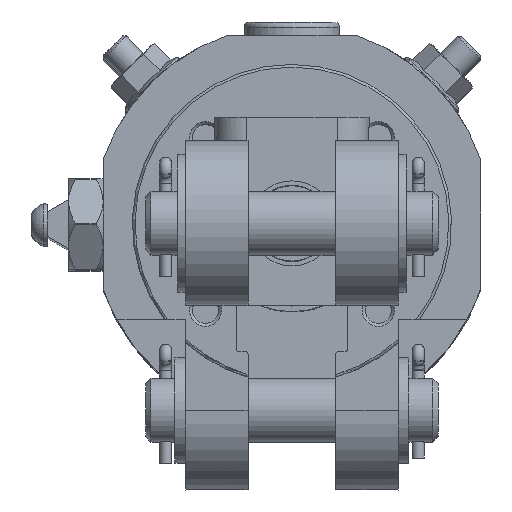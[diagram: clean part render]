
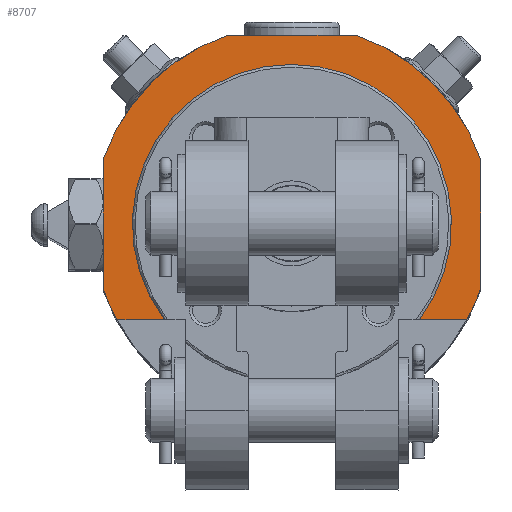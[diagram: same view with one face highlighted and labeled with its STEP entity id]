
A CAD part, top view. The second image highlights one B-rep face of the part: STEP entity #8707.
In plain terms, the highlighted face is planar.
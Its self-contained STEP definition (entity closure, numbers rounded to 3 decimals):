
#276=PLANE('',#9418);
#626=LINE('',#13465,#1127);
#627=LINE('',#13467,#1128);
#628=LINE('',#13471,#1129);
#629=LINE('',#13475,#1130);
#630=LINE('',#13476,#1131);
#1127=VECTOR('',#10629,1000.);
#1128=VECTOR('',#10630,1000.);
#1129=VECTOR('',#10633,1000.);
#1130=VECTOR('',#10636,1000.);
#1131=VECTOR('',#10637,1000.);
#1932=ORIENTED_EDGE('',*,*,#4419,.F.);
#1933=ORIENTED_EDGE('',*,*,#4410,.T.);
#1934=ORIENTED_EDGE('',*,*,#4420,.T.);
#1935=ORIENTED_EDGE('',*,*,#4421,.T.);
#1936=ORIENTED_EDGE('',*,*,#4422,.T.);
#1937=ORIENTED_EDGE('',*,*,#4423,.T.);
#1938=ORIENTED_EDGE('',*,*,#4424,.T.);
#1939=ORIENTED_EDGE('',*,*,#4416,.T.);
#1940=ORIENTED_EDGE('',*,*,#4425,.F.);
#1941=ORIENTED_EDGE('',*,*,#4426,.F.);
#4410=EDGE_CURVE('',#5650,#5649,#6483,.T.);
#4416=EDGE_CURVE('',#5655,#5654,#6487,.T.);
#4419=EDGE_CURVE('',#5650,#5657,#626,.T.);
#4420=EDGE_CURVE('',#5649,#5658,#627,.T.);
#4421=EDGE_CURVE('',#5658,#5659,#6489,.T.);
#4422=EDGE_CURVE('',#5659,#5660,#628,.T.);
#4423=EDGE_CURVE('',#5660,#5661,#6490,.T.);
#4424=EDGE_CURVE('',#5661,#5655,#629,.T.);
#4425=EDGE_CURVE('',#5662,#5654,#630,.T.);
#4426=EDGE_CURVE('',#5657,#5662,#6491,.T.);
#5649=VERTEX_POINT('',#13446);
#5650=VERTEX_POINT('',#13448);
#5654=VERTEX_POINT('',#13458);
#5655=VERTEX_POINT('',#13460);
#5657=VERTEX_POINT('',#13466);
#5658=VERTEX_POINT('',#13468);
#5659=VERTEX_POINT('',#13470);
#5660=VERTEX_POINT('',#13472);
#5661=VERTEX_POINT('',#13474);
#5662=VERTEX_POINT('',#13477);
#6483=CIRCLE('',#9411,37.5);
#6487=CIRCLE('',#9416,37.5);
#6489=CIRCLE('',#9419,37.5);
#6490=CIRCLE('',#9420,37.5);
#6491=CIRCLE('',#9421,30.);
#6892=EDGE_LOOP('',(#1932,#1933,#1934,#1935,#1936,#1937,#1938,#1939,#1940,
#1941));
#7719=FACE_BOUND('',#6892,.T.);
#8707=ADVANCED_FACE('',(#7719),#276,.F.);
#9411=AXIS2_PLACEMENT_3D('',#13447,#10610,#10611);
#9416=AXIS2_PLACEMENT_3D('',#13459,#10622,#10623);
#9418=AXIS2_PLACEMENT_3D('',#13464,#10627,#10628);
#9419=AXIS2_PLACEMENT_3D('',#13469,#10631,#10632);
#9420=AXIS2_PLACEMENT_3D('',#13473,#10634,#10635);
#9421=AXIS2_PLACEMENT_3D('',#13478,#10638,#10639);
#10610=DIRECTION('',(0.,0.,-1.));
#10611=DIRECTION('',(-1.,0.,0.));
#10622=DIRECTION('',(0.,0.,-1.));
#10623=DIRECTION('',(-1.,0.,0.));
#10627=DIRECTION('',(0.,0.,1.));
#10628=DIRECTION('',(1.,0.,0.));
#10629=DIRECTION('',(1.,0.,0.));
#10630=DIRECTION('',(0.,1.,0.));
#10631=DIRECTION('',(0.,0.,-1.));
#10632=DIRECTION('',(-1.,0.,0.));
#10633=DIRECTION('',(1.,0.,0.));
#10634=DIRECTION('',(0.,0.,-1.));
#10635=DIRECTION('',(-1.,0.,0.));
#10636=DIRECTION('',(0.,-1.,0.));
#10637=DIRECTION('',(1.,0.,0.));
#10638=DIRECTION('',(0.,0.,-1.));
#10639=DIRECTION('',(-1.,0.,0.));
#13446=CARTESIAN_POINT('',(-35.5,-12.083,25.));
#13447=CARTESIAN_POINT('',(0.,0.,25.));
#13448=CARTESIAN_POINT('',(-32.898,-18.,25.));
#13458=CARTESIAN_POINT('',(32.898,-18.,25.));
#13459=CARTESIAN_POINT('',(0.,0.,25.));
#13460=CARTESIAN_POINT('',(35.5,-12.083,25.));
#13464=CARTESIAN_POINT('',(0.,37.5,25.));
#13465=CARTESIAN_POINT('',(0.,-18.,25.));
#13466=CARTESIAN_POINT('',(-24.,-18.,25.));
#13467=CARTESIAN_POINT('',(-35.5,37.5,25.));
#13468=CARTESIAN_POINT('',(-35.5,12.083,25.));
#13469=CARTESIAN_POINT('',(0.,0.,25.));
#13470=CARTESIAN_POINT('',(-12.083,35.5,25.));
#13471=CARTESIAN_POINT('',(0.,35.5,25.));
#13472=CARTESIAN_POINT('',(12.083,35.5,25.));
#13473=CARTESIAN_POINT('',(0.,0.,25.));
#13474=CARTESIAN_POINT('',(35.5,12.083,25.));
#13475=CARTESIAN_POINT('',(35.5,37.5,25.));
#13476=CARTESIAN_POINT('',(0.,-18.,25.));
#13477=CARTESIAN_POINT('',(24.,-18.,25.));
#13478=CARTESIAN_POINT('',(0.,0.,25.));
